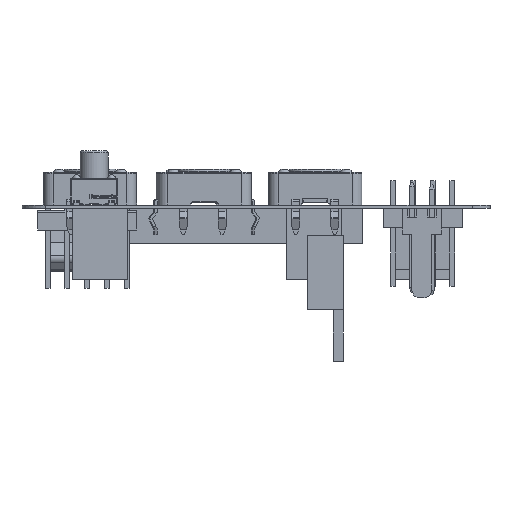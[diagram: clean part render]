
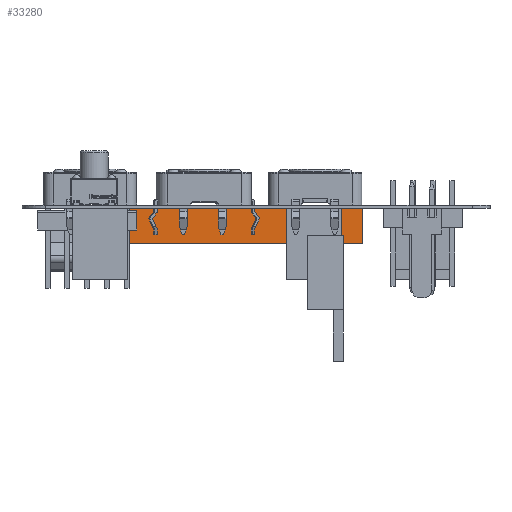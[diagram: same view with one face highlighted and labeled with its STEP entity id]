
A CAD part, left-side view. The second image highlights one B-rep face of the part: STEP entity #33280.
In plain terms, the highlighted planar face has unit normal (-1, 0, 0).
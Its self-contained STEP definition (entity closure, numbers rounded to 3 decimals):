
#33182 = EDGE_CURVE('',#33183,#33185,#33187,.T.);
#33183 = VERTEX_POINT('',#33184);
#33184 = CARTESIAN_POINT('',(-3.6,17.65,0.));
#33185 = VERTEX_POINT('',#33186);
#33186 = CARTESIAN_POINT('',(-3.6,17.65,4.58));
#33187 = LINE('',#33188,#33189);
#33188 = CARTESIAN_POINT('',(-3.6,17.65,0.));
#33189 = VECTOR('',#33190,1.);
#33190 = DIRECTION('',(0.,0.,1.));
#33255 = VERTEX_POINT('',#33256);
#33256 = CARTESIAN_POINT('',(-3.6,-17.65,4.58));
#33262 = EDGE_CURVE('',#33263,#33255,#33265,.T.);
#33263 = VERTEX_POINT('',#33264);
#33264 = CARTESIAN_POINT('',(-3.6,-17.65,0.));
#33265 = LINE('',#33266,#33267);
#33266 = CARTESIAN_POINT('',(-3.6,-17.65,0.));
#33267 = VECTOR('',#33268,1.);
#33268 = DIRECTION('',(0.,0.,1.));
#33280 = ADVANCED_FACE('',(#33281),#33297,.T.);
#33281 = FACE_BOUND('',#33282,.T.);
#33282 = EDGE_LOOP('',(#33283,#33284,#33290,#33291));
#33283 = ORIENTED_EDGE('',*,*,#33262,.T.);
#33284 = ORIENTED_EDGE('',*,*,#33285,.T.);
#33285 = EDGE_CURVE('',#33255,#33185,#33286,.T.);
#33286 = LINE('',#33287,#33288);
#33287 = CARTESIAN_POINT('',(-3.6,-17.65,4.58));
#33288 = VECTOR('',#33289,1.);
#33289 = DIRECTION('',(0.,1.,0.));
#33290 = ORIENTED_EDGE('',*,*,#33182,.F.);
#33291 = ORIENTED_EDGE('',*,*,#33292,.F.);
#33292 = EDGE_CURVE('',#33263,#33183,#33293,.T.);
#33293 = LINE('',#33294,#33295);
#33294 = CARTESIAN_POINT('',(-3.6,-17.65,0.));
#33295 = VECTOR('',#33296,1.);
#33296 = DIRECTION('',(0.,1.,0.));
#33297 = PLANE('',#33298);
#33298 = AXIS2_PLACEMENT_3D('',#33299,#33300,#33301);
#33299 = CARTESIAN_POINT('',(-3.6,-17.65,0.));
#33300 = DIRECTION('',(-1.,0.,0.));
#33301 = DIRECTION('',(0.,1.,0.));
